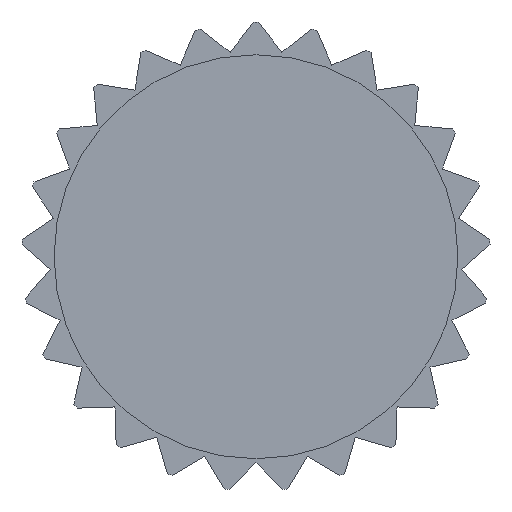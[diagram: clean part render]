
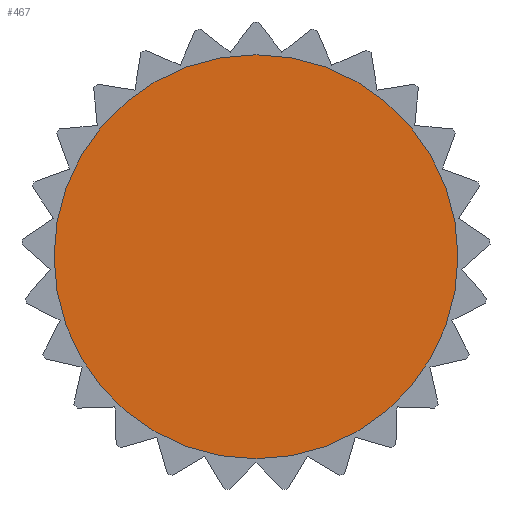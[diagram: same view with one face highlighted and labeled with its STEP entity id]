
A CAD part, front view. The second image highlights one B-rep face of the part: STEP entity #467.
In plain terms, the highlighted planar face has unit normal (0, -1, 0).
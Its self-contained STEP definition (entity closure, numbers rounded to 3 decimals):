
#140 = FACE_OUTER_BOUND ( 'NONE', #2646, .T. ) ;
#236 = DIRECTION ( 'NONE',  ( 0., -1., 0. ) ) ;
#467 = ADVANCED_FACE ( 'NONE', ( #140 ), #2421, .T. ) ;
#491 = VERTEX_POINT ( 'NONE', #2366 ) ;
#894 = VERTEX_POINT ( 'NONE', #2843 ) ;
#897 = DIRECTION ( 'NONE',  ( 0., 0., -1. ) ) ;
#1005 = CIRCLE ( 'NONE', #1919, 2.5 ) ;
#1054 = DIRECTION ( 'NONE',  ( 0., -1., 0. ) ) ;
#1242 = CIRCLE ( 'NONE', #2078, 2.5 ) ;
#1244 = DIRECTION ( 'NONE',  ( 0., -1., 0. ) ) ;
#1249 = DIRECTION ( 'NONE',  ( 0., 0., -1. ) ) ;
#1302 = EDGE_CURVE ( 'NONE', #491, #894, #1242, .T. ) ;
#1496 = ORIENTED_EDGE ( 'NONE', *, *, #1571, .T. ) ;
#1571 = EDGE_CURVE ( 'NONE', #894, #491, #1005, .T. ) ;
#1787 = CARTESIAN_POINT ( 'NONE',  ( 0., -10.5, 0. ) ) ;
#1868 = CARTESIAN_POINT ( 'NONE',  ( 0., -10.5, 0. ) ) ;
#1919 = AXIS2_PLACEMENT_3D ( 'NONE', #2357, #1054, #1249 ) ;
#2078 = AXIS2_PLACEMENT_3D ( 'NONE', #1868, #1244, #2323 ) ;
#2224 = AXIS2_PLACEMENT_3D ( 'NONE', #1787, #236, #897 ) ;
#2323 = DIRECTION ( 'NONE',  ( 0., 0., -1. ) ) ;
#2357 = CARTESIAN_POINT ( 'NONE',  ( 0., -10.5, 0. ) ) ;
#2366 = CARTESIAN_POINT ( 'NONE',  ( 0., -10.5, 2.5 ) ) ;
#2421 = PLANE ( 'NONE',  #2224 ) ;
#2528 = ORIENTED_EDGE ( 'NONE', *, *, #1302, .T. ) ;
#2646 = EDGE_LOOP ( 'NONE', ( #2528, #1496 ) ) ;
#2843 = CARTESIAN_POINT ( 'NONE',  ( 0., -10.5, -2.5 ) ) ;
